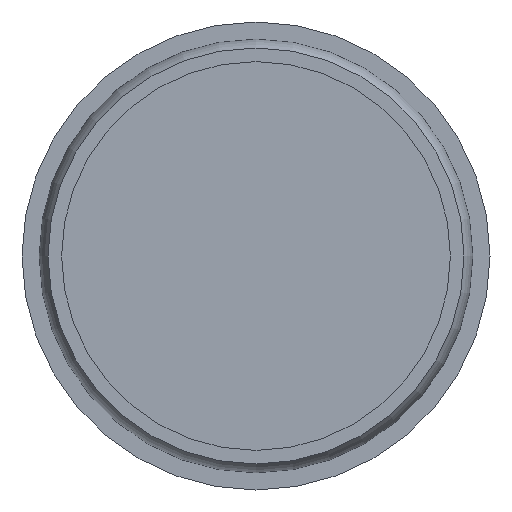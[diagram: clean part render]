
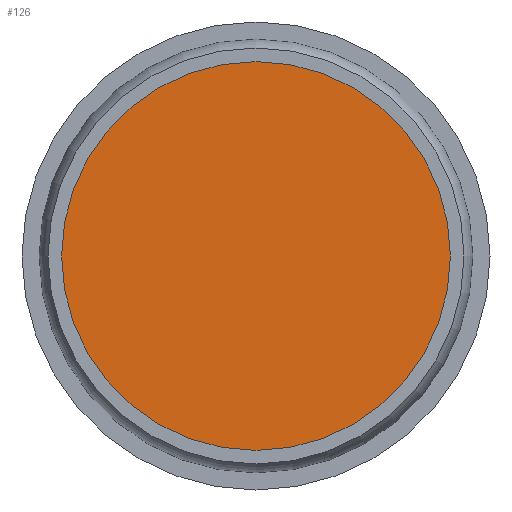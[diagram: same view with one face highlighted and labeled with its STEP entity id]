
A CAD part, front view. The second image highlights one B-rep face of the part: STEP entity #126.
In plain terms, the highlighted planar face has unit normal (0, -1, 0).
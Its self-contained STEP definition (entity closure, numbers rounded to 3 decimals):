
#40=FACE_OUTER_BOUND('',#60,.T.);
#60=EDGE_LOOP('',(#110));
#70=CIRCLE('',#148,49.3);
#80=VERTEX_POINT('',#223);
#90=EDGE_CURVE('',#80,#80,#70,.T.);
#110=ORIENTED_EDGE('',*,*,#90,.T.);
#115=PLANE('',#149);
#126=ADVANCED_FACE('',(#40),#115,.T.);
#148=AXIS2_PLACEMENT_3D('',#224,#190,#191);
#149=AXIS2_PLACEMENT_3D('',#225,#192,#193);
#190=DIRECTION('center_axis',(0.,-1.,0.));
#191=DIRECTION('ref_axis',(1.,0.,0.));
#192=DIRECTION('center_axis',(0.,-1.,0.));
#193=DIRECTION('ref_axis',(0.,0.,-1.));
#223=CARTESIAN_POINT('',(49.3,68.7,0.));
#224=CARTESIAN_POINT('Origin',(0.,68.7,0.));
#225=CARTESIAN_POINT('Origin',(0.,68.7,0.));
